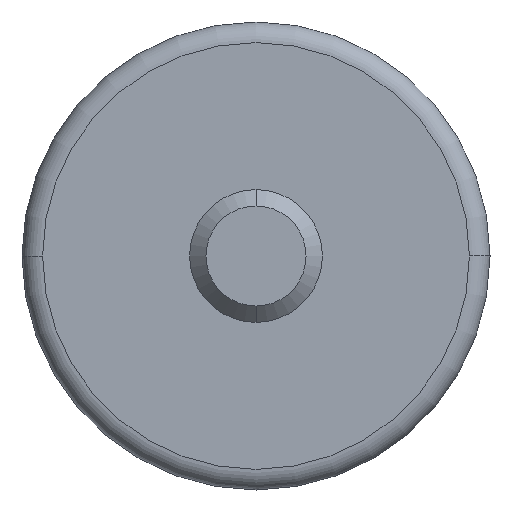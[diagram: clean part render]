
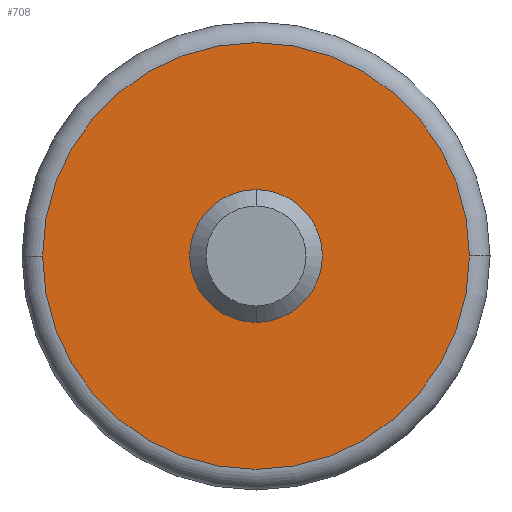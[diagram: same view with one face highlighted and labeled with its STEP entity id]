
A CAD part, front view. The second image highlights one B-rep face of the part: STEP entity #708.
In plain terms, the highlighted planar face has unit normal (0, -1, 0).
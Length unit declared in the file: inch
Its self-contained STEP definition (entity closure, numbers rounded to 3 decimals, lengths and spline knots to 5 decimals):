
#10 = DIRECTION ( 'NONE',  ( -1., 0., 0. ) ) ;
#60 = DIRECTION ( 'NONE',  ( -1., 0., 0. ) ) ;
#64 = EDGE_LOOP ( 'NONE', ( #197, #229 ) ) ;
#100 = AXIS2_PLACEMENT_3D ( 'NONE', #629, #399, #60 ) ;
#123 = DIRECTION ( 'NONE',  ( -1., 0., 0. ) ) ;
#146 = AXIS2_PLACEMENT_3D ( 'NONE', #178, #232, #10 ) ;
#164 = CIRCLE ( 'NONE', #517, 0.095 ) ;
#178 = CARTESIAN_POINT ( 'NONE',  ( 0.095, 0., 0. ) ) ;
#185 = EDGE_CURVE ( 'NONE', #722, #731, #426, .T. ) ;
#197 = ORIENTED_EDGE ( 'NONE', *, *, #206, .T. ) ;
#206 = EDGE_CURVE ( 'NONE', #635, #367, #164, .T. ) ;
#208 = AXIS2_PLACEMENT_3D ( 'NONE', #733, #343, #507 ) ;
#229 = ORIENTED_EDGE ( 'NONE', *, *, #700, .T. ) ;
#232 = DIRECTION ( 'NONE',  ( 0., 1., 0. ) ) ;
#233 = EDGE_CURVE ( 'NONE', #731, #722, #677, .T. ) ;
#293 = DIRECTION ( 'NONE',  ( -1., 0., 0. ) ) ;
#343 = DIRECTION ( 'NONE',  ( 0., 1., 0. ) ) ;
#347 = CARTESIAN_POINT ( 'NONE',  ( 0.095, 0., 0. ) ) ;
#349 = ORIENTED_EDGE ( 'NONE', *, *, #233, .T. ) ;
#367 = VERTEX_POINT ( 'NONE', #707 ) ;
#399 = DIRECTION ( 'NONE',  ( 0., -1., 0. ) ) ;
#413 = AXIS2_PLACEMENT_3D ( 'NONE', #347, #568, #293 ) ;
#426 = CIRCLE ( 'NONE', #413, 0.30512 ) ;
#455 = CARTESIAN_POINT ( 'NONE',  ( 0.40012, 0., 0. ) ) ;
#461 = EDGE_LOOP ( 'NONE', ( #575, #349 ) ) ;
#490 = CIRCLE ( 'NONE', #146, 0.095 ) ;
#500 = CARTESIAN_POINT ( 'NONE',  ( 0., 0., 0. ) ) ;
#507 = DIRECTION ( 'NONE',  ( -1., 0., 0. ) ) ;
#511 = CARTESIAN_POINT ( 'NONE',  ( 0.095, 0., 0. ) ) ;
#514 = DIRECTION ( 'NONE',  ( 0., 1., 0. ) ) ;
#517 = AXIS2_PLACEMENT_3D ( 'NONE', #511, #514, #123 ) ;
#556 = PLANE ( 'NONE',  #208 ) ;
#568 = DIRECTION ( 'NONE',  ( 0., -1., 0. ) ) ;
#573 = CARTESIAN_POINT ( 'NONE',  ( -0.21012, 0., 0. ) ) ;
#575 = ORIENTED_EDGE ( 'NONE', *, *, #185, .T. ) ;
#622 = FACE_OUTER_BOUND ( 'NONE', #461, .T. ) ;
#629 = CARTESIAN_POINT ( 'NONE',  ( 0.095, 0., 0. ) ) ;
#635 = VERTEX_POINT ( 'NONE', #500 ) ;
#677 = CIRCLE ( 'NONE', #100, 0.30512 ) ;
#678 = FACE_BOUND ( 'NONE', #64, .T. ) ;
#700 = EDGE_CURVE ( 'NONE', #367, #635, #490, .T. ) ;
#707 = CARTESIAN_POINT ( 'NONE',  ( 0.19, 0., 0. ) ) ;
#708 = ADVANCED_FACE ( 'NONE', ( #622, #678 ), #556, .F. ) ;
#722 = VERTEX_POINT ( 'NONE', #573 ) ;
#731 = VERTEX_POINT ( 'NONE', #455 ) ;
#733 = CARTESIAN_POINT ( 'NONE',  ( 0., 0., 0. ) ) ;
